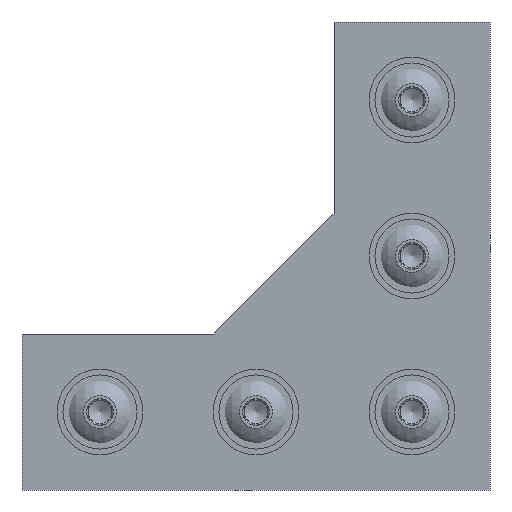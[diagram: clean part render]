
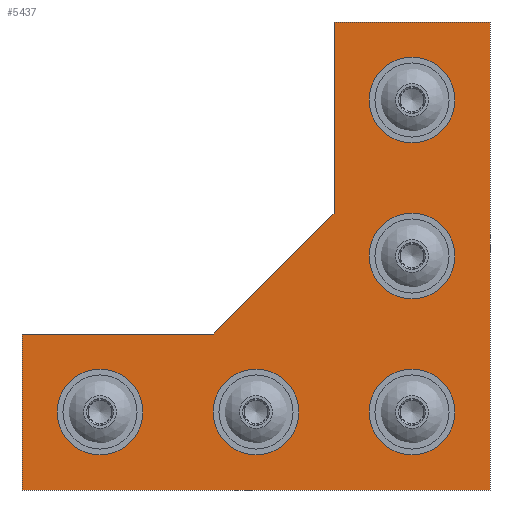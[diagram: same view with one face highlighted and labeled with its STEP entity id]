
A CAD part, front view. The second image highlights one B-rep face of the part: STEP entity #5437.
In plain terms, the highlighted planar face has unit normal (0, -1, 0).
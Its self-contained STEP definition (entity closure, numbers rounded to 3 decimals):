
#53=FACE_BOUND('',#1051,.T.);
#54=FACE_BOUND('',#1052,.T.);
#55=FACE_BOUND('',#1053,.T.);
#56=FACE_BOUND('',#1054,.T.);
#57=FACE_BOUND('',#1055,.T.);
#681=FACE_OUTER_BOUND('',#1050,.T.);
#1050=EDGE_LOOP('',(#4860,#4861,#4862,#4863,#4864,#4865,#4866));
#1051=EDGE_LOOP('',(#4867));
#1052=EDGE_LOOP('',(#4868));
#1053=EDGE_LOOP('',(#4869));
#1054=EDGE_LOOP('',(#4870));
#1055=EDGE_LOOP('',(#4871));
#1453=LINE('',#10203,#1859);
#1457=LINE('',#10212,#1863);
#1460=LINE('',#10216,#1866);
#1461=LINE('',#10219,#1867);
#1462=LINE('',#10221,#1868);
#1463=LINE('',#10223,#1869);
#1464=LINE('',#10224,#1870);
#1859=VECTOR('',#7656,10.);
#1863=VECTOR('',#7662,10.);
#1866=VECTOR('',#7667,10.);
#1867=VECTOR('',#7670,10.);
#1868=VECTOR('',#7671,10.);
#1869=VECTOR('',#7672,10.);
#1870=VECTOR('',#7673,10.);
#2123=CIRCLE('',#6058,5.5);
#2126=CIRCLE('',#6063,5.5);
#2129=CIRCLE('',#6068,5.5);
#2132=CIRCLE('',#6073,5.5);
#2135=CIRCLE('',#6078,5.5);
#2588=VERTEX_POINT('',#10152);
#2591=VERTEX_POINT('',#10161);
#2594=VERTEX_POINT('',#10170);
#2597=VERTEX_POINT('',#10179);
#2600=VERTEX_POINT('',#10188);
#2605=VERTEX_POINT('',#10200);
#2606=VERTEX_POINT('',#10202);
#2609=VERTEX_POINT('',#10209);
#2610=VERTEX_POINT('',#10211);
#2611=VERTEX_POINT('',#10218);
#2612=VERTEX_POINT('',#10220);
#2613=VERTEX_POINT('',#10222);
#3337=EDGE_CURVE('',#2588,#2588,#2123,.T.);
#3341=EDGE_CURVE('',#2591,#2591,#2126,.T.);
#3345=EDGE_CURVE('',#2594,#2594,#2129,.T.);
#3349=EDGE_CURVE('',#2597,#2597,#2132,.T.);
#3353=EDGE_CURVE('',#2600,#2600,#2135,.T.);
#3359=EDGE_CURVE('',#2606,#2605,#1453,.T.);
#3363=EDGE_CURVE('',#2610,#2609,#1457,.T.);
#3366=EDGE_CURVE('',#2605,#2610,#1460,.T.);
#3367=EDGE_CURVE('',#2609,#2611,#1461,.T.);
#3368=EDGE_CURVE('',#2611,#2612,#1462,.T.);
#3369=EDGE_CURVE('',#2612,#2613,#1463,.T.);
#3370=EDGE_CURVE('',#2613,#2606,#1464,.T.);
#4860=ORIENTED_EDGE('',*,*,#3359,.T.);
#4861=ORIENTED_EDGE('',*,*,#3366,.T.);
#4862=ORIENTED_EDGE('',*,*,#3363,.T.);
#4863=ORIENTED_EDGE('',*,*,#3367,.T.);
#4864=ORIENTED_EDGE('',*,*,#3368,.T.);
#4865=ORIENTED_EDGE('',*,*,#3369,.T.);
#4866=ORIENTED_EDGE('',*,*,#3370,.T.);
#4867=ORIENTED_EDGE('',*,*,#3337,.T.);
#4868=ORIENTED_EDGE('',*,*,#3341,.T.);
#4869=ORIENTED_EDGE('',*,*,#3345,.T.);
#4870=ORIENTED_EDGE('',*,*,#3349,.T.);
#4871=ORIENTED_EDGE('',*,*,#3353,.T.);
#5103=PLANE('',#6085);
#5437=ADVANCED_FACE('',(#681,#53,#54,#55,#56,#57),#5103,.F.);
#6058=AXIS2_PLACEMENT_3D('',#10153,#7599,#7600);
#6063=AXIS2_PLACEMENT_3D('',#10162,#7610,#7611);
#6068=AXIS2_PLACEMENT_3D('',#10171,#7621,#7622);
#6073=AXIS2_PLACEMENT_3D('',#10180,#7632,#7633);
#6078=AXIS2_PLACEMENT_3D('',#10189,#7643,#7644);
#6085=AXIS2_PLACEMENT_3D('',#10217,#7668,#7669);
#7599=DIRECTION('center_axis',(0.,1.,0.));
#7600=DIRECTION('ref_axis',(1.,0.,0.));
#7610=DIRECTION('center_axis',(0.,1.,0.));
#7611=DIRECTION('ref_axis',(1.,0.,0.));
#7621=DIRECTION('center_axis',(0.,1.,0.));
#7622=DIRECTION('ref_axis',(1.,0.,0.));
#7632=DIRECTION('center_axis',(0.,1.,0.));
#7633=DIRECTION('ref_axis',(1.,0.,0.));
#7643=DIRECTION('center_axis',(0.,1.,0.));
#7644=DIRECTION('ref_axis',(1.,0.,0.));
#7656=DIRECTION('',(0.,0.,-1.));
#7662=DIRECTION('',(-1.,0.,0.));
#7667=DIRECTION('',(-0.707,0.,-0.707));
#7668=DIRECTION('center_axis',(0.,1.,0.));
#7669=DIRECTION('ref_axis',(1.,0.,0.));
#7670=DIRECTION('',(0.,0.,-1.));
#7671=DIRECTION('',(1.,0.,0.));
#7672=DIRECTION('',(0.,0.,1.));
#7673=DIRECTION('',(-1.,0.,0.));
#10152=CARTESIAN_POINT('',(44.5,0.,10.));
#10153=CARTESIAN_POINT('Origin',(50.,0.,10.));
#10161=CARTESIAN_POINT('',(44.5,0.,30.));
#10162=CARTESIAN_POINT('Origin',(50.,0.,30.));
#10170=CARTESIAN_POINT('',(24.5,0.,10.));
#10171=CARTESIAN_POINT('Origin',(30.,0.,10.));
#10179=CARTESIAN_POINT('',(44.5,0.,50.));
#10180=CARTESIAN_POINT('Origin',(50.,0.,50.));
#10188=CARTESIAN_POINT('',(4.5,0.,10.));
#10189=CARTESIAN_POINT('Origin',(10.,0.,10.));
#10200=CARTESIAN_POINT('',(40.,0.,35.5));
#10202=CARTESIAN_POINT('',(40.,0.,60.));
#10203=CARTESIAN_POINT('',(40.,0.,45.));
#10209=CARTESIAN_POINT('',(0.,0.,20.));
#10211=CARTESIAN_POINT('',(24.5,0.,20.));
#10212=CARTESIAN_POINT('',(27.25,0.,20.));
#10216=CARTESIAN_POINT('',(36.125,0.,31.625));
#10217=CARTESIAN_POINT('Origin',(30.,0.,30.));
#10218=CARTESIAN_POINT('',(0.,0.,0.));
#10219=CARTESIAN_POINT('',(0.,0.,60.));
#10220=CARTESIAN_POINT('',(60.,0.,0.));
#10221=CARTESIAN_POINT('',(0.,0.,0.));
#10222=CARTESIAN_POINT('',(60.,0.,60.));
#10223=CARTESIAN_POINT('',(60.,0.,0.));
#10224=CARTESIAN_POINT('',(60.,0.,60.));
